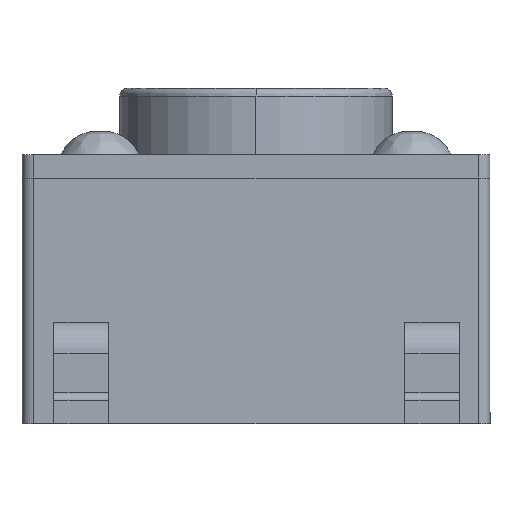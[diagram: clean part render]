
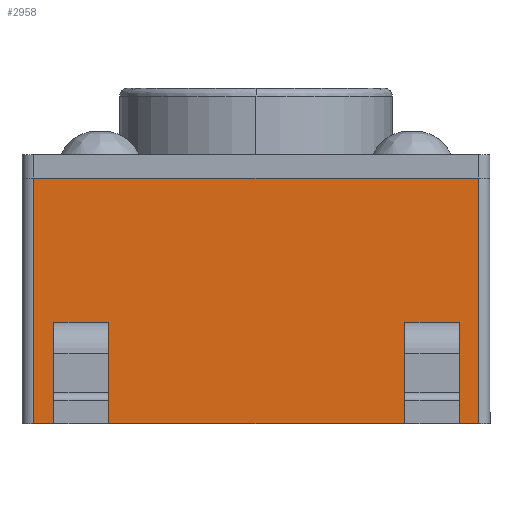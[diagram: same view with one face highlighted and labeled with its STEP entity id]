
A CAD part, left-side view. The second image highlights one B-rep face of the part: STEP entity #2958.
In plain terms, the highlighted planar face has unit normal (-1, 0, 0).
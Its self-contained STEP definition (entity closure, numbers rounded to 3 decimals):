
#76 = DIRECTION ( 'NONE',  ( 0., 0., -1. ) ) ;
#108 = VERTEX_POINT ( 'NONE', #3188 ) ;
#217 = EDGE_LOOP ( 'NONE', ( #3394, #4868, #398, #1740 ) ) ;
#346 = VECTOR ( 'NONE', #76, 1000. ) ;
#398 = ORIENTED_EDGE ( 'NONE', *, *, #1372, .T. ) ;
#420 = VECTOR ( 'NONE', #3081, 1000. ) ;
#543 = LINE ( 'NONE', #2709, #420 ) ;
#604 = EDGE_CURVE ( 'NONE', #108, #3192, #543, .T. ) ;
#833 = AXIS2_PLACEMENT_3D ( 'NONE', #3930, #1528, #4344 ) ;
#870 = EDGE_CURVE ( 'NONE', #1382, #1692, #2667, .T. ) ;
#1123 = VECTOR ( 'NONE', #5005, 1000. ) ;
#1372 = EDGE_CURVE ( 'NONE', #1692, #108, #3428, .T. ) ;
#1382 = VERTEX_POINT ( 'NONE', #4922 ) ;
#1528 = DIRECTION ( 'NONE',  ( -1., 0., 0. ) ) ;
#1542 = EDGE_CURVE ( 'NONE', #3192, #1382, #4210, .T. ) ;
#1692 = VERTEX_POINT ( 'NONE', #2807 ) ;
#1740 = ORIENTED_EDGE ( 'NONE', *, *, #604, .T. ) ;
#2174 = CARTESIAN_POINT ( 'NONE',  ( -3., -2.85, 0. ) ) ;
#2461 = CARTESIAN_POINT ( 'NONE',  ( -3., -2.85, 0. ) ) ;
#2667 = LINE ( 'NONE', #4380, #4831 ) ;
#2709 = CARTESIAN_POINT ( 'NONE',  ( -3., 0., 0. ) ) ;
#2807 = CARTESIAN_POINT ( 'NONE',  ( -3., 2.85, 3.15 ) ) ;
#2958 = ADVANCED_FACE ( 'NONE', ( #4024 ), #3910, .T. ) ;
#3081 = DIRECTION ( 'NONE',  ( 0., -1., 0. ) ) ;
#3188 = CARTESIAN_POINT ( 'NONE',  ( -3., 2.85, 0. ) ) ;
#3192 = VERTEX_POINT ( 'NONE', #2461 ) ;
#3279 = CARTESIAN_POINT ( 'NONE',  ( -3., 2.85, 0. ) ) ;
#3394 = ORIENTED_EDGE ( 'NONE', *, *, #1542, .T. ) ;
#3428 = LINE ( 'NONE', #3279, #346 ) ;
#3910 = PLANE ( 'NONE',  #833 ) ;
#3930 = CARTESIAN_POINT ( 'NONE',  ( -3., 0., 0. ) ) ;
#3987 = DIRECTION ( 'NONE',  ( 0., 1., 0. ) ) ;
#4024 = FACE_OUTER_BOUND ( 'NONE', #217, .T. ) ;
#4210 = LINE ( 'NONE', #2174, #1123 ) ;
#4344 = DIRECTION ( 'NONE',  ( 0., 0., 1. ) ) ;
#4380 = CARTESIAN_POINT ( 'NONE',  ( -3., 0., 3.15 ) ) ;
#4831 = VECTOR ( 'NONE', #3987, 1000. ) ;
#4868 = ORIENTED_EDGE ( 'NONE', *, *, #870, .T. ) ;
#4922 = CARTESIAN_POINT ( 'NONE',  ( -3., -2.85, 3.15 ) ) ;
#5005 = DIRECTION ( 'NONE',  ( 0., 0., 1. ) ) ;
